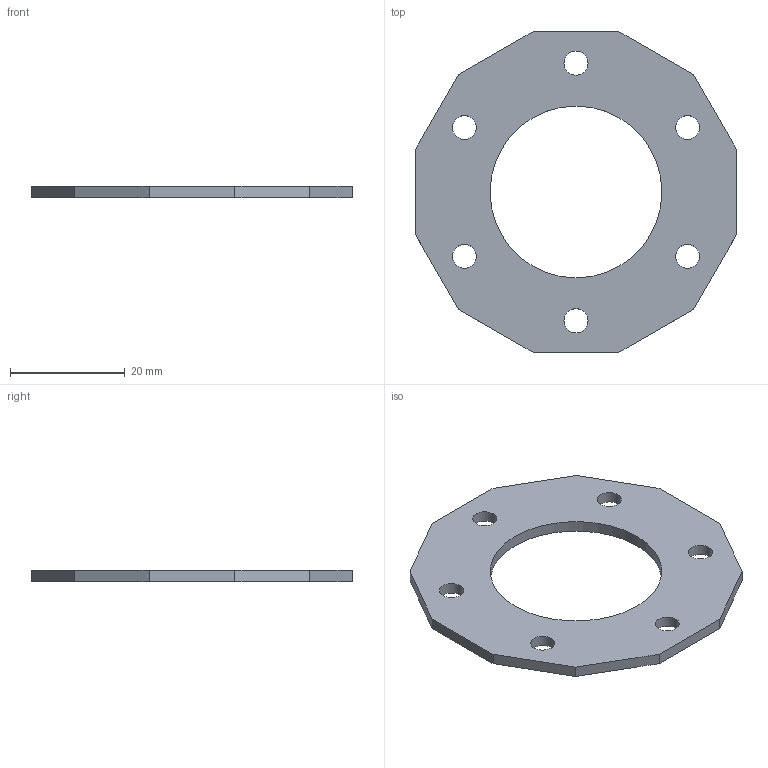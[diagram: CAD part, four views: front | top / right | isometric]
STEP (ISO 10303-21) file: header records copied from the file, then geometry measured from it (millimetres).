
FILE_DESCRIPTION(/* description */ (''),/* implementation_level */ '2;1');
FILE_NAME(/* name */ 'Rondelle suspension v1.stp',/* time_stamp */ '2020-12-05T18:00:19+01:00',/* author */ (''),/* organization */ (''),/* preprocessor_version */ 'ST-DEVELOPER v18.1',/* originating_system */ 'Autodesk Translation Framework v9.3.0.1241',/* authorisation */ '');
FILE_SCHEMA (('AUTOMOTIVE_DESIGN { 1 0 10303 214 3 1 1 }'));
Length unit declared in the file: millimetre
Products named in the file (1): Rondelle suspension
Bounding box: 56 x 56 x 2 mm (x, y, z)
Volume: 3461.8 mm3; surface area: 4168.7 mm2
Topology: 1 solids, 1 shells, 21 faces, 57 edges, 38 vertices
Faces by surface type: plane 14, cylinder 7
Full cylindrical faces by diameter (mm): 4.2 x6, 30 x1
Entity records: 726 total; most frequent: CARTESIAN_POINT 117, DIRECTION 115, ORIENTED_EDGE 114, EDGE_CURVE 57, LINE 43, VECTOR 43, VERTEX_POINT 38, AXIS2_PLACEMENT_3D 36
